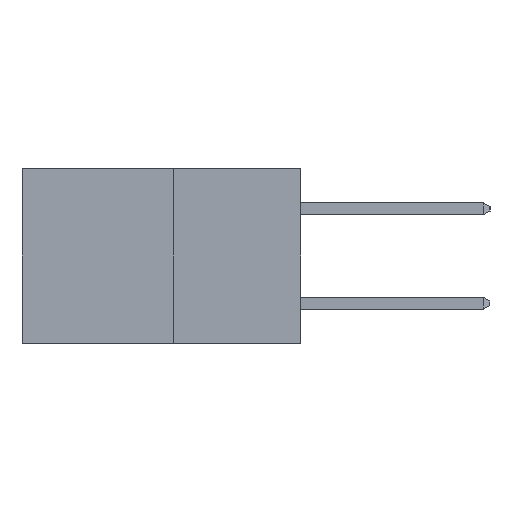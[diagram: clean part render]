
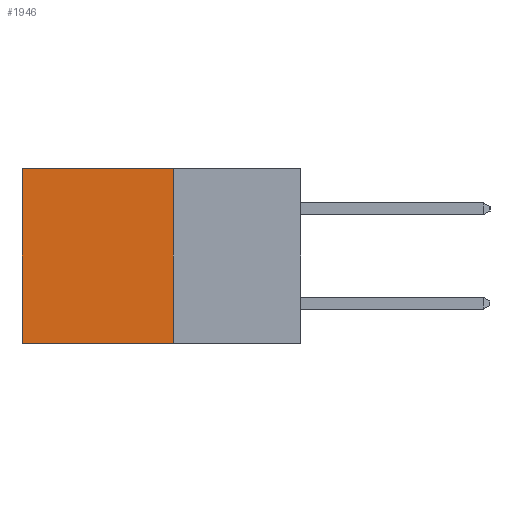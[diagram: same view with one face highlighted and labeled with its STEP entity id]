
A CAD part, left-side view. The second image highlights one B-rep face of the part: STEP entity #1946.
In plain terms, the highlighted planar face has unit normal (-1, 0, 0).
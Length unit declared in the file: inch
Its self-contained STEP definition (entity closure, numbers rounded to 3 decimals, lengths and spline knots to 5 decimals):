
#391 = ORIENTED_EDGE ( 'NONE', *, *, #10273, .T. ) ;
#704 = LINE ( 'NONE', #12425, #11226 ) ;
#1191 = DIRECTION ( 'NONE',  ( 0., 1., 0. ) ) ;
#1293 = FACE_OUTER_BOUND ( 'NONE', #13024, .T. ) ;
#1785 = CARTESIAN_POINT ( 'NONE',  ( 0.277, 0.27, 0. ) ) ;
#1946 = ADVANCED_FACE ( 'NONE', ( #1293 ), #10267, .F. ) ;
#2190 = VECTOR ( 'NONE', #9922, 39.37008 ) ;
#2831 = CARTESIAN_POINT ( 'NONE',  ( 0.277, 0.59, -0.37 ) ) ;
#3597 = ORIENTED_EDGE ( 'NONE', *, *, #3714, .F. ) ;
#3638 = EDGE_CURVE ( 'NONE', #4270, #13057, #5268, .T. ) ;
#3685 = EDGE_CURVE ( 'NONE', #8204, #11779, #12691, .T. ) ;
#3714 = EDGE_CURVE ( 'NONE', #13057, #11779, #9355, .T. ) ;
#3774 = CARTESIAN_POINT ( 'NONE',  ( 0.277, 0.59, 0. ) ) ;
#4270 = VERTEX_POINT ( 'NONE', #1785 ) ;
#4637 = VECTOR ( 'NONE', #8558, 39.37008 ) ;
#5268 = LINE ( 'NONE', #10080, #2190 ) ;
#7266 = ORIENTED_EDGE ( 'NONE', *, *, #3638, .F. ) ;
#7447 = DIRECTION ( 'NONE',  ( 1., 0., 0. ) ) ;
#8039 = AXIS2_PLACEMENT_3D ( 'NONE', #8552, #7447, #8225 ) ;
#8179 = ORIENTED_EDGE ( 'NONE', *, *, #3685, .T. ) ;
#8204 = VERTEX_POINT ( 'NONE', #3774 ) ;
#8225 = DIRECTION ( 'NONE',  ( 0., 0., -1. ) ) ;
#8552 = CARTESIAN_POINT ( 'NONE',  ( 0.277, 0.27, -0.37 ) ) ;
#8558 = DIRECTION ( 'NONE',  ( 0., 1., 0. ) ) ;
#8633 = CARTESIAN_POINT ( 'NONE',  ( 0.277, 0.27, -0.37 ) ) ;
#8798 = CARTESIAN_POINT ( 'NONE',  ( 0.277, 0.59, -0.37 ) ) ;
#8880 = DIRECTION ( 'NONE',  ( 0., 0., -1. ) ) ;
#9355 = LINE ( 'NONE', #8633, #4637 ) ;
#9922 = DIRECTION ( 'NONE',  ( 0., 0., -1. ) ) ;
#10080 = CARTESIAN_POINT ( 'NONE',  ( 0.277, 0.27, -0.37 ) ) ;
#10267 = PLANE ( 'NONE',  #8039 ) ;
#10273 = EDGE_CURVE ( 'NONE', #4270, #8204, #704, .T. ) ;
#10861 = CARTESIAN_POINT ( 'NONE',  ( 0.277, 0.27, -0.37 ) ) ;
#11226 = VECTOR ( 'NONE', #1191, 39.37008 ) ;
#11779 = VERTEX_POINT ( 'NONE', #2831 ) ;
#12362 = VECTOR ( 'NONE', #8880, 39.37008 ) ;
#12425 = CARTESIAN_POINT ( 'NONE',  ( 0.277, 0.27, 0. ) ) ;
#12691 = LINE ( 'NONE', #8798, #12362 ) ;
#13024 = EDGE_LOOP ( 'NONE', ( #8179, #3597, #7266, #391 ) ) ;
#13057 = VERTEX_POINT ( 'NONE', #10861 ) ;
